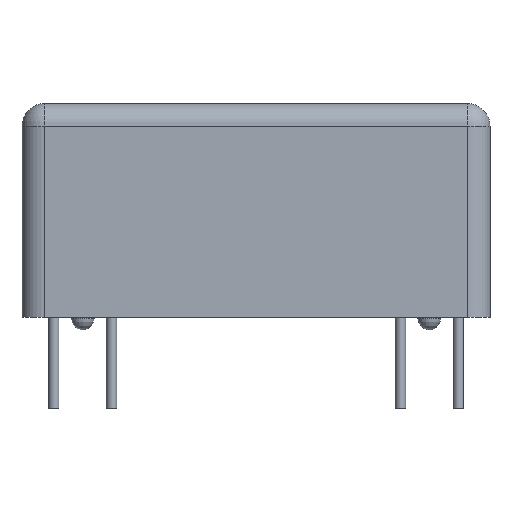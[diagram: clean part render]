
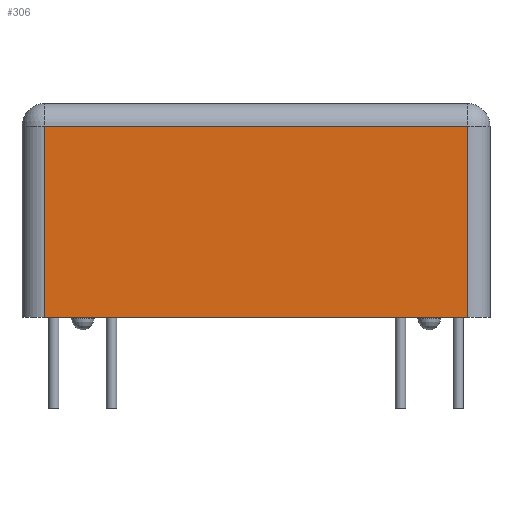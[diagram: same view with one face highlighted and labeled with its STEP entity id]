
A CAD part, left-side view. The second image highlights one B-rep face of the part: STEP entity #306.
In plain terms, the highlighted planar face has unit normal (-1, 0, 0).
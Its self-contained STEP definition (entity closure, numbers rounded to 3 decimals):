
#66 = VERTEX_POINT('',#67);
#67 = CARTESIAN_POINT('',(-2.665,-9.285,0.));
#74 = EDGE_CURVE('',#66,#75,#77,.T.);
#75 = VERTEX_POINT('',#76);
#76 = CARTESIAN_POINT('',(-2.665,9.285,0.));
#77 = LINE('',#78,#79);
#78 = CARTESIAN_POINT('',(-2.665,-10.285,0.));
#79 = VECTOR('',#80,1.);
#80 = DIRECTION('',(0.,1.,0.));
#261 = EDGE_CURVE('',#75,#262,#264,.T.);
#262 = VERTEX_POINT('',#263);
#263 = CARTESIAN_POINT('',(-2.665,9.285,8.4));
#264 = LINE('',#265,#266);
#265 = CARTESIAN_POINT('',(-2.665,9.285,0.));
#266 = VECTOR('',#267,1.);
#267 = DIRECTION('',(0.,0.,1.));
#306 = ADVANCED_FACE('',(#307),#325,.T.);
#307 = FACE_BOUND('',#308,.T.);
#308 = EDGE_LOOP('',(#309,#310,#318,#324));
#309 = ORIENTED_EDGE('',*,*,#74,.F.);
#310 = ORIENTED_EDGE('',*,*,#311,.T.);
#311 = EDGE_CURVE('',#66,#312,#314,.T.);
#312 = VERTEX_POINT('',#313);
#313 = CARTESIAN_POINT('',(-2.665,-9.285,8.4));
#314 = LINE('',#315,#316);
#315 = CARTESIAN_POINT('',(-2.665,-9.285,0.));
#316 = VECTOR('',#317,1.);
#317 = DIRECTION('',(0.,0.,1.));
#318 = ORIENTED_EDGE('',*,*,#319,.T.);
#319 = EDGE_CURVE('',#312,#262,#320,.T.);
#320 = LINE('',#321,#322);
#321 = CARTESIAN_POINT('',(-2.665,-10.285,8.4));
#322 = VECTOR('',#323,1.);
#323 = DIRECTION('',(0.,1.,0.));
#324 = ORIENTED_EDGE('',*,*,#261,.F.);
#325 = PLANE('',#326);
#326 = AXIS2_PLACEMENT_3D('',#327,#328,#329);
#327 = CARTESIAN_POINT('',(-2.665,-10.285,0.));
#328 = DIRECTION('',(-1.,0.,0.));
#329 = DIRECTION('',(0.,1.,0.));
